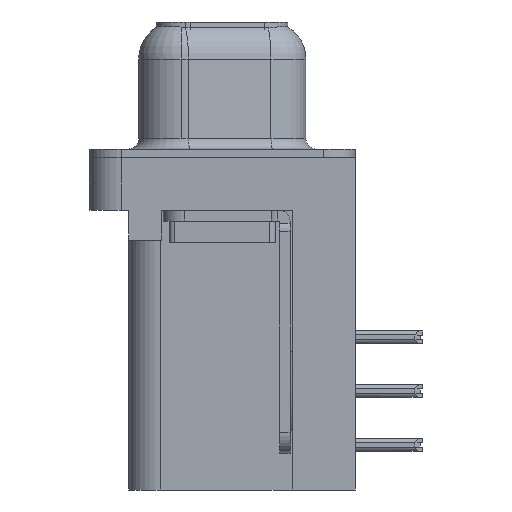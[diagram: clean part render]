
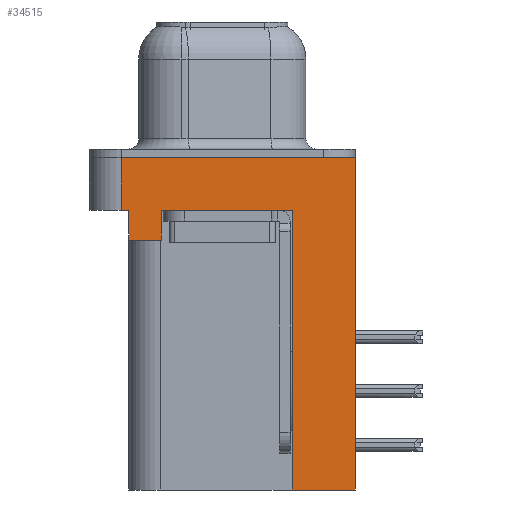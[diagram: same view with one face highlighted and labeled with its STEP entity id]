
A CAD part, left-side view. The second image highlights one B-rep face of the part: STEP entity #34515.
In plain terms, the highlighted planar face has unit normal (-1, 0, 0).
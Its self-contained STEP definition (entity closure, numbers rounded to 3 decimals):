
#408 = DIRECTION ( 'NONE',  ( 0., 1., 0. ) ) ;
#467 = VECTOR ( 'NONE', #16627, 1000. ) ;
#702 = VECTOR ( 'NONE', #19003, 1000. ) ;
#814 = VERTEX_POINT ( 'NONE', #18835 ) ;
#1018 = VERTEX_POINT ( 'NONE', #28368 ) ;
#1764 = VERTEX_POINT ( 'NONE', #21038 ) ;
#2139 = EDGE_LOOP ( 'NONE', ( #2515, #32834, #15144, #26272, #7297, #11576, #6833, #26920, #4775, #34536 ) ) ;
#2329 = VERTEX_POINT ( 'NONE', #12780 ) ;
#2372 = CARTESIAN_POINT ( 'NONE',  ( -2.935, 2.895, -2.5 ) ) ;
#2515 = ORIENTED_EDGE ( 'NONE', *, *, #19940, .F. ) ;
#3294 = LINE ( 'NONE', #29107, #5109 ) ;
#3404 = DIRECTION ( 'NONE',  ( 0., 0., 1. ) ) ;
#3662 = DIRECTION ( 'NONE',  ( 0., -1., 0. ) ) ;
#3898 = CARTESIAN_POINT ( 'NONE',  ( -2.935, -3.295, -15.7 ) ) ;
#4775 = ORIENTED_EDGE ( 'NONE', *, *, #26231, .F. ) ;
#4798 = CARTESIAN_POINT ( 'NONE',  ( -2.935, -6.275, -2.5 ) ) ;
#5109 = VECTOR ( 'NONE', #22941, 1000. ) ;
#5110 = CARTESIAN_POINT ( 'NONE',  ( -2.935, -3.295, -2.5 ) ) ;
#6122 = CARTESIAN_POINT ( 'NONE',  ( -2.935, 4.425, -3.9 ) ) ;
#6833 = ORIENTED_EDGE ( 'NONE', *, *, #23516, .T. ) ;
#6837 = DIRECTION ( 'NONE',  ( 0., 0., 1. ) ) ;
#7297 = ORIENTED_EDGE ( 'NONE', *, *, #24939, .F. ) ;
#7339 = VECTOR ( 'NONE', #3404, 1000. ) ;
#7367 = CARTESIAN_POINT ( 'NONE',  ( -2.935, 2.895, -3.9 ) ) ;
#8095 = CARTESIAN_POINT ( 'NONE',  ( -2.935, -6.275, -2.5 ) ) ;
#8965 = VERTEX_POINT ( 'NONE', #7367 ) ;
#10511 = VECTOR ( 'NONE', #6837, 1000. ) ;
#11092 = VECTOR ( 'NONE', #3662, 1000. ) ;
#11576 = ORIENTED_EDGE ( 'NONE', *, *, #24155, .T. ) ;
#11624 = CARTESIAN_POINT ( 'NONE',  ( -2.935, -6.275, -2.5 ) ) ;
#12779 = VECTOR ( 'NONE', #28806, 1000. ) ;
#12780 = CARTESIAN_POINT ( 'NONE',  ( -2.935, -6.275, -15.7 ) ) ;
#13426 = DIRECTION ( 'NONE',  ( 0., 1., 0. ) ) ;
#13800 = VECTOR ( 'NONE', #408, 1000. ) ;
#14592 = DIRECTION ( 'NONE',  ( -1., 0., 0. ) ) ;
#15144 = ORIENTED_EDGE ( 'NONE', *, *, #25173, .T. ) ;
#16627 = DIRECTION ( 'NONE',  ( 0., -1., 0. ) ) ;
#17234 = CARTESIAN_POINT ( 'NONE',  ( -2.935, 4.775, 0. ) ) ;
#18011 = VERTEX_POINT ( 'NONE', #5110 ) ;
#18835 = CARTESIAN_POINT ( 'NONE',  ( -2.935, 4.775, -2.5 ) ) ;
#19003 = DIRECTION ( 'NONE',  ( 0., -1., 0. ) ) ;
#19758 = LINE ( 'NONE', #8095, #12779 ) ;
#19919 = DIRECTION ( 'NONE',  ( 0., 0., 1. ) ) ;
#19940 = EDGE_CURVE ( 'NONE', #31184, #1018, #32251, .T. ) ;
#20706 = VECTOR ( 'NONE', #19919, 1000. ) ;
#20955 = VERTEX_POINT ( 'NONE', #2372 ) ;
#20977 = CARTESIAN_POINT ( 'NONE',  ( -2.935, 4.425, -3.9 ) ) ;
#21038 = CARTESIAN_POINT ( 'NONE',  ( -2.935, -3.295, -15.7 ) ) ;
#22531 = LINE ( 'NONE', #37372, #37747 ) ;
#22941 = DIRECTION ( 'NONE',  ( 0., 0., 1. ) ) ;
#23516 = EDGE_CURVE ( 'NONE', #20955, #18011, #25935, .T. ) ;
#23537 = CARTESIAN_POINT ( 'NONE',  ( -2.935, 4.425, -3.9 ) ) ;
#23973 = LINE ( 'NONE', #20977, #7339 ) ;
#24155 = EDGE_CURVE ( 'NONE', #8965, #20955, #3294, .T. ) ;
#24265 = CARTESIAN_POINT ( 'NONE',  ( -2.935, -6.275, -2.5 ) ) ;
#24605 = AXIS2_PLACEMENT_3D ( 'NONE', #11624, #14592, #35596 ) ;
#24939 = EDGE_CURVE ( 'NONE', #8965, #34540, #30582, .T. ) ;
#25173 = EDGE_CURVE ( 'NONE', #814, #37616, #31980, .T. ) ;
#25708 = EDGE_CURVE ( 'NONE', #814, #31184, #27711, .T. ) ;
#25935 = LINE ( 'NONE', #24265, #11092 ) ;
#25952 = EDGE_CURVE ( 'NONE', #34540, #37616, #23973, .T. ) ;
#26111 = EDGE_CURVE ( 'NONE', #1764, #18011, #26317, .T. ) ;
#26231 = EDGE_CURVE ( 'NONE', #2329, #1764, #22531, .T. ) ;
#26272 = ORIENTED_EDGE ( 'NONE', *, *, #25952, .F. ) ;
#26317 = LINE ( 'NONE', #3898, #10511 ) ;
#26339 = EDGE_CURVE ( 'NONE', #2329, #1018, #19758, .T. ) ;
#26920 = ORIENTED_EDGE ( 'NONE', *, *, #26111, .F. ) ;
#27711 = LINE ( 'NONE', #38046, #20706 ) ;
#28368 = CARTESIAN_POINT ( 'NONE',  ( -2.935, -6.275, 0. ) ) ;
#28806 = DIRECTION ( 'NONE',  ( 0., 0., 1. ) ) ;
#29107 = CARTESIAN_POINT ( 'NONE',  ( -2.935, 2.895, -3.9 ) ) ;
#30582 = LINE ( 'NONE', #6122, #13800 ) ;
#31184 = VERTEX_POINT ( 'NONE', #17234 ) ;
#31430 = FACE_OUTER_BOUND ( 'NONE', #2139, .T. ) ;
#31980 = LINE ( 'NONE', #4798, #467 ) ;
#32251 = LINE ( 'NONE', #34215, #702 ) ;
#32464 = PLANE ( 'NONE',  #24605 ) ;
#32834 = ORIENTED_EDGE ( 'NONE', *, *, #25708, .F. ) ;
#34215 = CARTESIAN_POINT ( 'NONE',  ( -2.935, -6.275, 0. ) ) ;
#34515 = ADVANCED_FACE ( 'NONE', ( #31430 ), #32464, .T. ) ;
#34536 = ORIENTED_EDGE ( 'NONE', *, *, #26339, .T. ) ;
#34540 = VERTEX_POINT ( 'NONE', #23537 ) ;
#35596 = DIRECTION ( 'NONE',  ( 0., 0., 1. ) ) ;
#37057 = CARTESIAN_POINT ( 'NONE',  ( -2.935, 4.425, -2.5 ) ) ;
#37372 = CARTESIAN_POINT ( 'NONE',  ( -2.935, -3.295, -15.7 ) ) ;
#37616 = VERTEX_POINT ( 'NONE', #37057 ) ;
#37747 = VECTOR ( 'NONE', #13426, 1000. ) ;
#38046 = CARTESIAN_POINT ( 'NONE',  ( -2.935, 4.775, -2.5 ) ) ;
